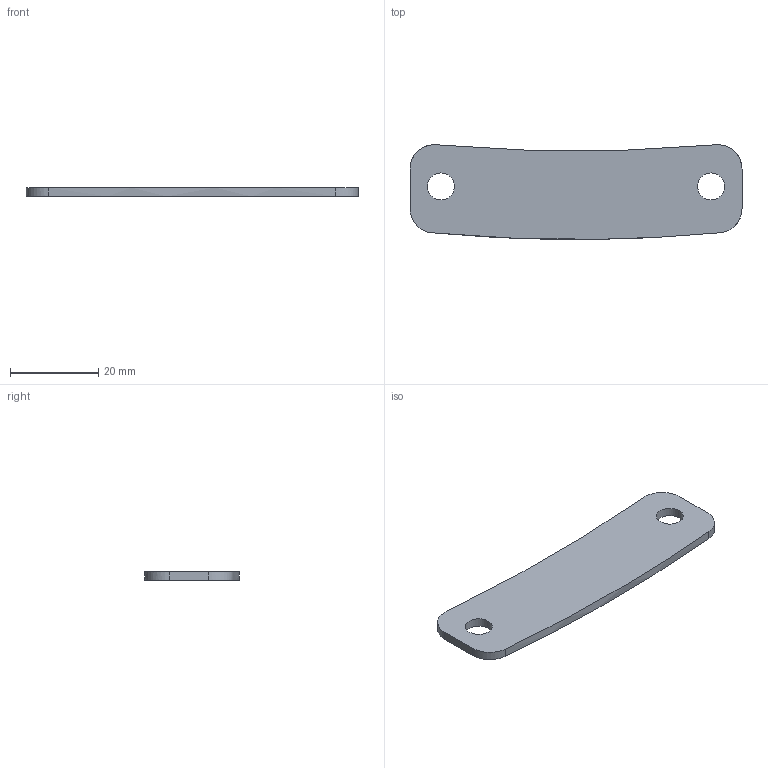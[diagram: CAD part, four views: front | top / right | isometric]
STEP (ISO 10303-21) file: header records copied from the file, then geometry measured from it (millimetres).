
FILE_DESCRIPTION(/* description */ (''),/* implementation_level */ '2;1');
FILE_NAME(/* name */ 'Plate.step',/* time_stamp */ '2023-01-12T10:38:01+01:00',/* author */ (''),/* organization */ (''),/* preprocessor_version */ 'ST-DEVELOPER v19.2',/* originating_system */ 'Autodesk Translation Framework v11.17.0.187',/* authorisation */ '');
FILE_SCHEMA (('AUTOMOTIVE_DESIGN { 1 0 10303 214 3 1 1 }'));
Length unit declared in the file: millimetre
Products named in the file (1): Plate
Bounding box: 75.1 x 21.39 x 2 mm (x, y, z)
Volume: 2834 mm3; surface area: 3272.3 mm2
Topology: 1 solids, 1 shells, 12 faces, 30 edges, 20 vertices
Faces by surface type: bspline 6, plane 4, cylinder 2
Full cylindrical faces by diameter (mm): 6.1 x2
Entity records: 521 total; most frequent: CARTESIAN_POINT 249, ORIENTED_EDGE 60, EDGE_CURVE 30, DIRECTION 28, VERTEX_POINT 20, EDGE_LOOP 16, B_SPLINE_CURVE_WITH_KNOTS 16, FACE_OUTER_BOUND 12
